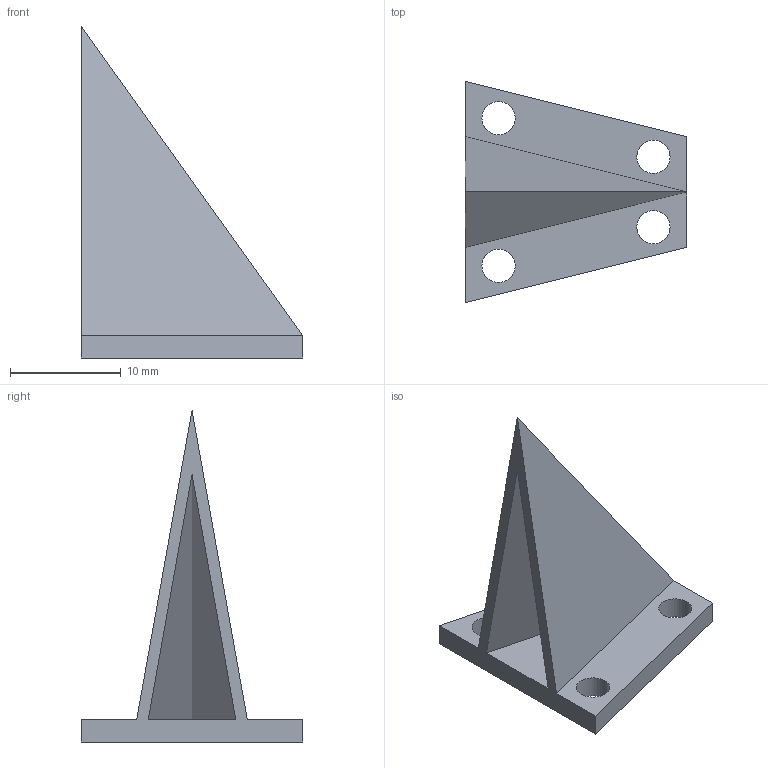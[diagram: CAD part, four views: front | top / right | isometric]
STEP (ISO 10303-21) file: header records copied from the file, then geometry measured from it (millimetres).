
FILE_DESCRIPTION( ('This file contains a STEP AP42 implementation' ,'as created by ZW3D STEP Interface translator.' ,'') ,'2;1' );
FILE_NAME( '煦燭ヶ絳倛え.ipt.stp' ,'251027.114724', (''), ('ZWCAD Software Co.'), 'Version 1.0', 'ZW3D to STEP translator', '' );
FILE_SCHEMA(('AUTOMOTIVE_DESIGN { 1 0 10303 214 1 1 1 1 }'));
Length unit declared in the file: millimetre
Products named in the file (1): 0
Bounding box: 20 x 20 x 30 mm (x, y, z)
Volume: 1015.3 mm3; surface area: 1728.5 mm2
Topology: 1 solids, 1 shells, 16 faces, 45 edges, 32 vertices
Faces by surface type: plane 12, cylinder 4
Full cylindrical faces by diameter (mm): 3 x4
Entity records: 585 total; most frequent: DIRECTION 95, CARTESIAN_POINT 94, ORIENTED_EDGE 90, EDGE_CURVE 45, AXIS2_PLACEMENT_3D 33, VERTEX_POINT 32, VECTOR 29, LINE 29
